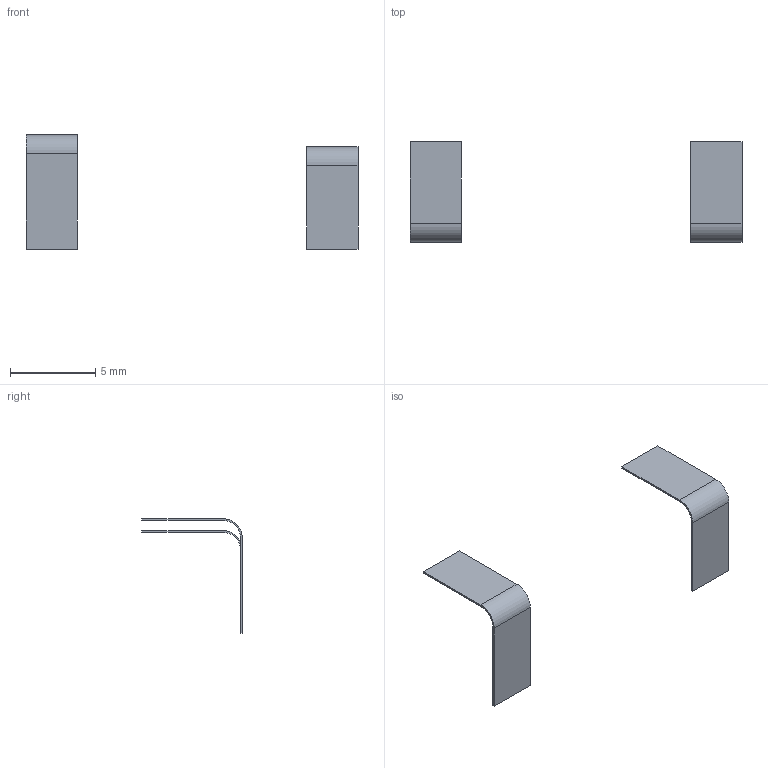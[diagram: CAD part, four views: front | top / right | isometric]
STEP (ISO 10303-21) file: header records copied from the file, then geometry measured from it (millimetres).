
FILE_DESCRIPTION(('3DEXPERIENCE STEP','CAx-IF Rec.Pracs.--- Model Styling and Organization---1.5--- 2016-08-15','CAx-IF Rec.Pracs.---Supplemental Geometry---1.0---2011-11-01','CAx-IF Rec.Pracs.--- Composite Materials ---1.1---2010-07-15'),'2;1');
FILE_NAME('XCADOMB_STEP_1256894_2024-12-4-9-31-24_1.','2024-12-04T09:31:26+00:00',('none'),('none'),'3DEXPERIENCE Platform3D Asset Translator 5.0.7','3DEXPERIENCE Platform STEP AP214 v3','none');
FILE_SCHEMA(('AUTOMOTIVE_DESIGN { 1 0 10303 214 1 1 1 1 }'));
Length unit declared in the file: millimetre
Products named in the file (1): DISPLAY FPC
Bounding box: 19.5 x 5.9 x 6.72 mm (x, y, z)
Volume: 7 mm3; surface area: 146.5 mm2
Topology: 2 solids, 2 shells, 20 faces, 78 edges, 85 vertices
Faces by surface type: plane 16, cylinder 4
Entity records: 1095 total; most frequent: CARTESIAN_POINT 215, DIRECTION 180, ORIENTED_EDGE 96, AXIS2_PLACEMENT_3D 67, VECTOR 56, LINE 56, STYLED_ITEM 49, EDGE_CURVE 48
